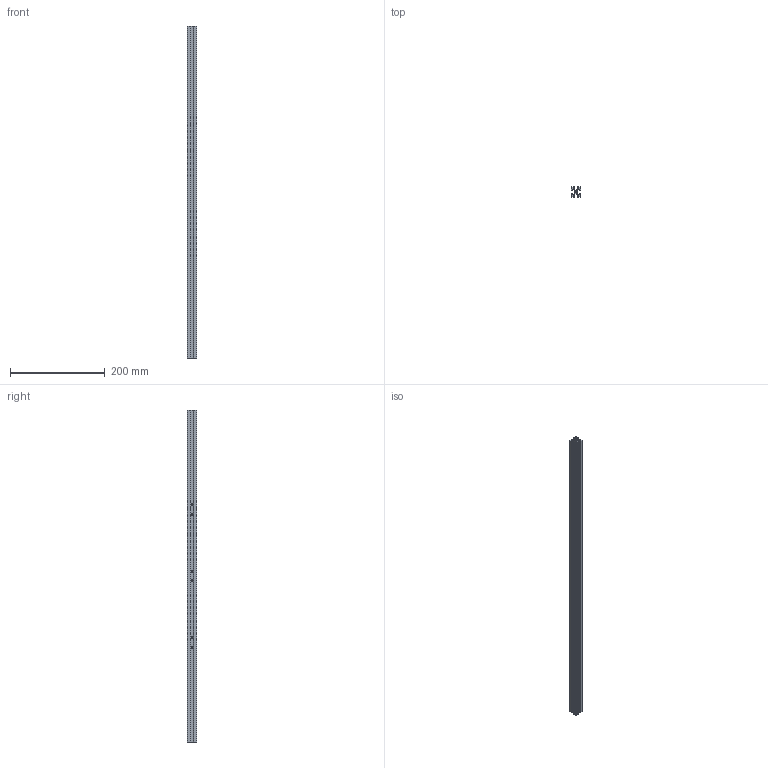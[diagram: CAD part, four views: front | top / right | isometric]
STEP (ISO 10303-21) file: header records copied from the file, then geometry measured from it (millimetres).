
FILE_DESCRIPTION (( 'STEP AP203' ), '1' );
FILE_NAME ('2020-700mm_Default_sldprt.STEP', '2024-03-25T01:43:22', ( '' ), ( '' ), 'SwSTEP 2.0', 'SolidWorks 2023', '' );
FILE_SCHEMA (( 'CONFIG_CONTROL_DESIGN' ));
Length unit declared in the file: millimetre
Products named in the file (1): 2020-700mm_Default_sldprt
Bounding box: 20 x 20 x 700 mm (x, y, z)
Volume: 119749.6 mm3; surface area: 115803.6 mm2
Topology: 1 solids, 1 shells, 112 faces, 330 edges, 208 vertices
Faces by surface type: cylinder 54, plane 46, cone 12
Entity records: 4527 total; most frequent: CARTESIAN_POINT 1395, ORIENTED_EDGE 660, DIRECTION 628, EDGE_CURVE 330, LINE 210, VECTOR 210, AXIS2_PLACEMENT_3D 209, VERTEX_POINT 208
